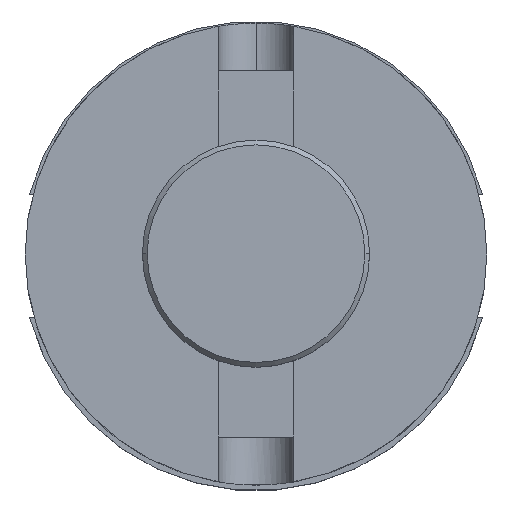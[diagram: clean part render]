
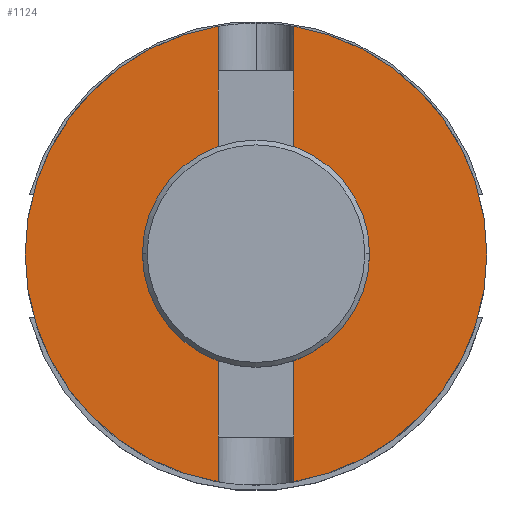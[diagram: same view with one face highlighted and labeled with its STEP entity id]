
A CAD part, top view. The second image highlights one B-rep face of the part: STEP entity #1124.
In plain terms, the highlighted planar face has unit normal (0, 0, 1).
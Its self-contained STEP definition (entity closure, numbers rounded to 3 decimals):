
#26 = DIRECTION ( 'NONE',  ( 1., 0., 0. ) ) ;
#48 = ORIENTED_EDGE ( 'NONE', *, *, #1941, .F. ) ;
#52 = VECTOR ( 'NONE', #1673, 1000. ) ;
#101 = AXIS2_PLACEMENT_3D ( 'NONE', #1970, #751, #121 ) ;
#118 = CARTESIAN_POINT ( 'NONE',  ( 0., 0., 254. ) ) ;
#121 = DIRECTION ( 'NONE',  ( 1., 0., 0. ) ) ;
#132 = EDGE_CURVE ( 'NONE', #1537, #1853, #1765, .T. ) ;
#143 = VECTOR ( 'NONE', #1847, 1000. ) ;
#148 = CARTESIAN_POINT ( 'NONE',  ( 0., 48.385, 254. ) ) ;
#156 = CARTESIAN_POINT ( 'NONE',  ( -19.05, 0., 254. ) ) ;
#161 = DIRECTION ( 'NONE',  ( 0., 0., 1. ) ) ;
#162 = CIRCLE ( 'NONE', #456, 48.385 ) ;
#164 = EDGE_LOOP ( 'NONE', ( #1830, #48 ) ) ;
#170 = EDGE_CURVE ( 'NONE', #2656, #611, #1143, .T. ) ;
#208 = EDGE_CURVE ( 'NONE', #2060, #351, #2315, .T. ) ;
#282 = CARTESIAN_POINT ( 'NONE',  ( -7.937, -38.375, 254. ) ) ;
#289 = VERTEX_POINT ( 'NONE', #2541 ) ;
#294 = CARTESIAN_POINT ( 'NONE',  ( 7.938, 48.385, 254. ) ) ;
#301 = CARTESIAN_POINT ( 'NONE',  ( 7.938, -38.375, 254. ) ) ;
#315 = DIRECTION ( 'NONE',  ( 1., 0., 0. ) ) ;
#351 = VERTEX_POINT ( 'NONE', #301 ) ;
#428 = CIRCLE ( 'NONE', #2606, 19.05 ) ;
#456 = AXIS2_PLACEMENT_3D ( 'NONE', #1668, #1639, #2465 ) ;
#469 = CARTESIAN_POINT ( 'NONE',  ( 7.938, -22.5, 254. ) ) ;
#474 = CIRCLE ( 'NONE', #101, 48.385 ) ;
#485 = DIRECTION ( 'NONE',  ( 0., 1., 0. ) ) ;
#510 = VERTEX_POINT ( 'NONE', #917 ) ;
#520 = CIRCLE ( 'NONE', #1754, 48.385 ) ;
#544 = LINE ( 'NONE', #567, #2098 ) ;
#546 = EDGE_CURVE ( 'NONE', #289, #1132, #873, .T. ) ;
#560 = EDGE_CURVE ( 'NONE', #907, #1330, #474, .T. ) ;
#566 = LINE ( 'NONE', #294, #2341 ) ;
#567 = CARTESIAN_POINT ( 'NONE',  ( -7.937, 49.212, 254. ) ) ;
#589 = ORIENTED_EDGE ( 'NONE', *, *, #208, .F. ) ;
#608 = CARTESIAN_POINT ( 'NONE',  ( 7.938, -47.729, 254. ) ) ;
#611 = VERTEX_POINT ( 'NONE', #1131 ) ;
#634 = CARTESIAN_POINT ( 'NONE',  ( 0., 0., 254. ) ) ;
#657 = LINE ( 'NONE', #1701, #721 ) ;
#721 = VECTOR ( 'NONE', #315, 1000. ) ;
#736 = DIRECTION ( 'NONE',  ( 1., 0., 0. ) ) ;
#751 = DIRECTION ( 'NONE',  ( 0., 0., 1. ) ) ;
#760 = DIRECTION ( 'NONE',  ( 0., -1., 0. ) ) ;
#770 = DIRECTION ( 'NONE',  ( 0., 1., 0. ) ) ;
#780 = DIRECTION ( 'NONE',  ( 1., 0., 0. ) ) ;
#860 = ORIENTED_EDGE ( 'NONE', *, *, #170, .T. ) ;
#865 = AXIS2_PLACEMENT_3D ( 'NONE', #148, #971, #780 ) ;
#873 = CIRCLE ( 'NONE', #1523, 19.05 ) ;
#907 = VERTEX_POINT ( 'NONE', #1675 ) ;
#917 = CARTESIAN_POINT ( 'NONE',  ( 7.938, 22.5, 254. ) ) ;
#922 = LINE ( 'NONE', #1988, #2494 ) ;
#955 = DIRECTION ( 'NONE',  ( 0., -1., 0. ) ) ;
#960 = VERTEX_POINT ( 'NONE', #1481 ) ;
#966 = ORIENTED_EDGE ( 'NONE', *, *, #1106, .F. ) ;
#971 = DIRECTION ( 'NONE',  ( 0., 0., 1. ) ) ;
#979 = ORIENTED_EDGE ( 'NONE', *, *, #2547, .T. ) ;
#1001 = VERTEX_POINT ( 'NONE', #2169 ) ;
#1002 = VECTOR ( 'NONE', #760, 1000. ) ;
#1029 = FACE_BOUND ( 'NONE', #164, .T. ) ;
#1063 = CARTESIAN_POINT ( 'NONE',  ( 0., 0., 254. ) ) ;
#1106 = EDGE_CURVE ( 'NONE', #907, #960, #544, .T. ) ;
#1113 = DIRECTION ( 'NONE',  ( 1., 0., 0. ) ) ;
#1124 = ADVANCED_FACE ( 'NONE', ( #2065, #1029 ), #1357, .T. ) ;
#1131 = CARTESIAN_POINT ( 'NONE',  ( 7.938, 47.729, 254. ) ) ;
#1132 = VERTEX_POINT ( 'NONE', #156 ) ;
#1143 = CIRCLE ( 'NONE', #2041, 48.385 ) ;
#1201 = CARTESIAN_POINT ( 'NONE',  ( -48.385, 0., 254. ) ) ;
#1268 = DIRECTION ( 'NONE',  ( 0., 0., 1. ) ) ;
#1330 = VERTEX_POINT ( 'NONE', #1201 ) ;
#1357 = PLANE ( 'NONE',  #865 ) ;
#1366 = LINE ( 'NONE', #2195, #1002 ) ;
#1376 = CARTESIAN_POINT ( 'NONE',  ( 48.385, 0., 254. ) ) ;
#1382 = VERTEX_POINT ( 'NONE', #282 ) ;
#1384 = ORIENTED_EDGE ( 'NONE', *, *, #2633, .T. ) ;
#1415 = LINE ( 'NONE', #2187, #2392 ) ;
#1469 = ORIENTED_EDGE ( 'NONE', *, *, #1802, .F. ) ;
#1481 = CARTESIAN_POINT ( 'NONE',  ( -7.937, 22.5, 254. ) ) ;
#1482 = EDGE_CURVE ( 'NONE', #960, #510, #657, .T. ) ;
#1507 = ORIENTED_EDGE ( 'NONE', *, *, #2648, .T. ) ;
#1523 = AXIS2_PLACEMENT_3D ( 'NONE', #1769, #161, #736 ) ;
#1537 = VERTEX_POINT ( 'NONE', #1710 ) ;
#1639 = DIRECTION ( 'NONE',  ( 0., 0., 1. ) ) ;
#1653 = DIRECTION ( 'NONE',  ( 0., 0., 1. ) ) ;
#1668 = CARTESIAN_POINT ( 'NONE',  ( 0., 0., 254. ) ) ;
#1673 = DIRECTION ( 'NONE',  ( 0., 1., 0. ) ) ;
#1675 = CARTESIAN_POINT ( 'NONE',  ( -7.937, 47.729, 254. ) ) ;
#1701 = CARTESIAN_POINT ( 'NONE',  ( -7.937, 22.5, 254. ) ) ;
#1710 = CARTESIAN_POINT ( 'NONE',  ( -7.937, -22.5, 254. ) ) ;
#1715 = ORIENTED_EDGE ( 'NONE', *, *, #2351, .T. ) ;
#1754 = AXIS2_PLACEMENT_3D ( 'NONE', #634, #1653, #26 ) ;
#1765 = LINE ( 'NONE', #2499, #143 ) ;
#1769 = CARTESIAN_POINT ( 'NONE',  ( 0., 0., 254. ) ) ;
#1802 = EDGE_CURVE ( 'NONE', #351, #1853, #566, .T. ) ;
#1830 = ORIENTED_EDGE ( 'NONE', *, *, #546, .F. ) ;
#1847 = DIRECTION ( 'NONE',  ( 1., 0., 0. ) ) ;
#1853 = VERTEX_POINT ( 'NONE', #469 ) ;
#1913 = CARTESIAN_POINT ( 'NONE',  ( 7.938, -49.212, 254. ) ) ;
#1941 = EDGE_CURVE ( 'NONE', #1132, #289, #428, .T. ) ;
#1970 = CARTESIAN_POINT ( 'NONE',  ( 0., 0., 254. ) ) ;
#1988 = CARTESIAN_POINT ( 'NONE',  ( -7.937, 48.385, 254. ) ) ;
#2041 = AXIS2_PLACEMENT_3D ( 'NONE', #1063, #1268, #2294 ) ;
#2060 = VERTEX_POINT ( 'NONE', #608 ) ;
#2065 = FACE_OUTER_BOUND ( 'NONE', #2417, .T. ) ;
#2075 = ORIENTED_EDGE ( 'NONE', *, *, #2263, .T. ) ;
#2098 = VECTOR ( 'NONE', #955, 1000. ) ;
#2146 = DIRECTION ( 'NONE',  ( 0., 0., 1. ) ) ;
#2169 = CARTESIAN_POINT ( 'NONE',  ( -7.937, -47.729, 254. ) ) ;
#2187 = CARTESIAN_POINT ( 'NONE',  ( -7.937, -49.212, 254. ) ) ;
#2195 = CARTESIAN_POINT ( 'NONE',  ( 7.938, 49.212, 254. ) ) ;
#2263 = EDGE_CURVE ( 'NONE', #1382, #1537, #922, .T. ) ;
#2294 = DIRECTION ( 'NONE',  ( 1., 0., 0. ) ) ;
#2315 = LINE ( 'NONE', #1913, #52 ) ;
#2341 = VECTOR ( 'NONE', #485, 1000. ) ;
#2351 = EDGE_CURVE ( 'NONE', #2060, #2656, #162, .T. ) ;
#2362 = ORIENTED_EDGE ( 'NONE', *, *, #132, .T. ) ;
#2390 = DIRECTION ( 'NONE',  ( 0., 1., 0. ) ) ;
#2392 = VECTOR ( 'NONE', #2390, 1000. ) ;
#2417 = EDGE_LOOP ( 'NONE', ( #589, #1715, #860, #1384, #2533, #966, #2628, #979, #1507, #2075, #2362, #1469 ) ) ;
#2465 = DIRECTION ( 'NONE',  ( 1., 0., 0. ) ) ;
#2494 = VECTOR ( 'NONE', #770, 1000. ) ;
#2499 = CARTESIAN_POINT ( 'NONE',  ( -7.937, -22.5, 254. ) ) ;
#2533 = ORIENTED_EDGE ( 'NONE', *, *, #1482, .F. ) ;
#2541 = CARTESIAN_POINT ( 'NONE',  ( 19.05, 0., 254. ) ) ;
#2547 = EDGE_CURVE ( 'NONE', #1330, #1001, #520, .T. ) ;
#2606 = AXIS2_PLACEMENT_3D ( 'NONE', #118, #2146, #1113 ) ;
#2628 = ORIENTED_EDGE ( 'NONE', *, *, #560, .T. ) ;
#2633 = EDGE_CURVE ( 'NONE', #611, #510, #1366, .T. ) ;
#2648 = EDGE_CURVE ( 'NONE', #1001, #1382, #1415, .T. ) ;
#2656 = VERTEX_POINT ( 'NONE', #1376 ) ;
